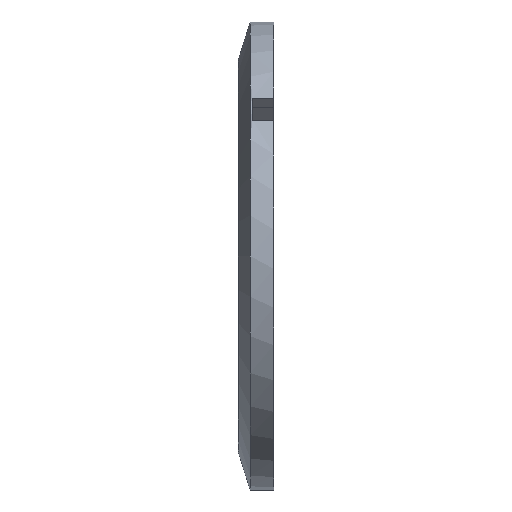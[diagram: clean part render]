
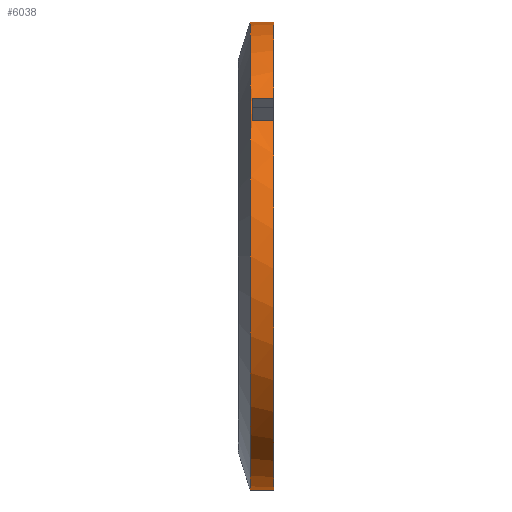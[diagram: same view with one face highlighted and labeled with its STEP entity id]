
A CAD part, left-side view. The second image highlights one B-rep face of the part: STEP entity #6038.
In plain terms, the highlighted cylindrical face has radius 100 mm (diameter 200 mm), a partial arc.
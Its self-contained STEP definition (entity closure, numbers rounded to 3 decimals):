
#172 = DIRECTION ( 'NONE',  ( 0., 1., 0. ) ) ;
#263 = EDGE_CURVE ( 'NONE', #4335, #8651, #9569, .T. ) ;
#497 = VECTOR ( 'NONE', #9150, 1000. ) ;
#522 = VERTEX_POINT ( 'NONE', #3191 ) ;
#778 = VECTOR ( 'NONE', #9246, 1000. ) ;
#921 = ORIENTED_EDGE ( 'NONE', *, *, #8012, .T. ) ;
#1042 = ORIENTED_EDGE ( 'NONE', *, *, #263, .T. ) ;
#1065 = CARTESIAN_POINT ( 'NONE',  ( 0., 10., 0. ) ) ;
#1427 = CYLINDRICAL_SURFACE ( 'NONE', #5633, 100. ) ;
#1471 = DIRECTION ( 'NONE',  ( 0., -1., 0. ) ) ;
#1667 = CARTESIAN_POINT ( 'NONE',  ( -73.821, 0., 67.457 ) ) ;
#1831 = LINE ( 'NONE', #4980, #497 ) ;
#2001 = CARTESIAN_POINT ( 'NONE',  ( 0., 0., 100. ) ) ;
#2658 = CARTESIAN_POINT ( 'NONE',  ( -81.409, 0., 58.074 ) ) ;
#2917 = DIRECTION ( 'NONE',  ( 0., 0., -1. ) ) ;
#3191 = CARTESIAN_POINT ( 'NONE',  ( 0., 0., -100. ) ) ;
#3236 = CARTESIAN_POINT ( 'NONE',  ( -73.821, 9., 67.457 ) ) ;
#3720 = CARTESIAN_POINT ( 'NONE',  ( 0., 10., -100. ) ) ;
#3813 = AXIS2_PLACEMENT_3D ( 'NONE', #6030, #6861, #8020 ) ;
#4170 = CARTESIAN_POINT ( 'NONE',  ( -73.821, 0., 67.457 ) ) ;
#4228 = VERTEX_POINT ( 'NONE', #3720 ) ;
#4255 = AXIS2_PLACEMENT_3D ( 'NONE', #11375, #172, #11514 ) ;
#4335 = VERTEX_POINT ( 'NONE', #3236 ) ;
#4475 = CIRCLE ( 'NONE', #3813, 100. ) ;
#4513 = FACE_OUTER_BOUND ( 'NONE', #5656, .T. ) ;
#4524 = CARTESIAN_POINT ( 'NONE',  ( 0., 0., -100. ) ) ;
#4558 = DIRECTION ( 'NONE',  ( 0., 0., -1. ) ) ;
#4709 = DIRECTION ( 'NONE',  ( 0., -1., 0. ) ) ;
#4756 = AXIS2_PLACEMENT_3D ( 'NONE', #7692, #1471, #4558 ) ;
#4947 = ORIENTED_EDGE ( 'NONE', *, *, #13173, .F. ) ;
#4980 = CARTESIAN_POINT ( 'NONE',  ( -81.409, 0., 58.074 ) ) ;
#5125 = CIRCLE ( 'NONE', #4255, 100. ) ;
#5258 = VERTEX_POINT ( 'NONE', #8301 ) ;
#5486 = ORIENTED_EDGE ( 'NONE', *, *, #12025, .T. ) ;
#5611 = CARTESIAN_POINT ( 'NONE',  ( -81.409, 9., 58.074 ) ) ;
#5633 = AXIS2_PLACEMENT_3D ( 'NONE', #9893, #4709, #9708 ) ;
#5636 = ORIENTED_EDGE ( 'NONE', *, *, #6290, .F. ) ;
#5656 = EDGE_LOOP ( 'NONE', ( #4947, #5820, #5486, #5636, #921, #5693, #1042, #9899 ) ) ;
#5693 = ORIENTED_EDGE ( 'NONE', *, *, #10420, .T. ) ;
#5721 = VERTEX_POINT ( 'NONE', #2658 ) ;
#5735 = CARTESIAN_POINT ( 'NONE',  ( 0., 0., 100. ) ) ;
#5820 = ORIENTED_EDGE ( 'NONE', *, *, #12394, .T. ) ;
#6030 = CARTESIAN_POINT ( 'NONE',  ( 0., 0., 0. ) ) ;
#6038 = ADVANCED_FACE ( 'NONE', ( #4513 ), #1427, .T. ) ;
#6290 = EDGE_CURVE ( 'NONE', #5721, #522, #10653, .T. ) ;
#6502 = VECTOR ( 'NONE', #8545, 1000. ) ;
#6646 = VERTEX_POINT ( 'NONE', #5735 ) ;
#6861 = DIRECTION ( 'NONE',  ( 0., -1., 0. ) ) ;
#7665 = VERTEX_POINT ( 'NONE', #5611 ) ;
#7692 = CARTESIAN_POINT ( 'NONE',  ( 0., 0., 0. ) ) ;
#7791 = LINE ( 'NONE', #4524, #11466 ) ;
#8012 = EDGE_CURVE ( 'NONE', #5721, #7665, #1831, .T. ) ;
#8020 = DIRECTION ( 'NONE',  ( 0., 0., -1. ) ) ;
#8301 = CARTESIAN_POINT ( 'NONE',  ( 0., 10., 100. ) ) ;
#8545 = DIRECTION ( 'NONE',  ( 0., -1., 0. ) ) ;
#8651 = VERTEX_POINT ( 'NONE', #1667 ) ;
#9150 = DIRECTION ( 'NONE',  ( 0., 1., 0. ) ) ;
#9246 = DIRECTION ( 'NONE',  ( 0., -1., 0. ) ) ;
#9523 = CIRCLE ( 'NONE', #12347, 100. ) ;
#9569 = LINE ( 'NONE', #4170, #6502 ) ;
#9708 = DIRECTION ( 'NONE',  ( 0., 0., -1. ) ) ;
#9841 = DIRECTION ( 'NONE',  ( 0., -1., 0. ) ) ;
#9893 = CARTESIAN_POINT ( 'NONE',  ( 0., 0., 0. ) ) ;
#9899 = ORIENTED_EDGE ( 'NONE', *, *, #10628, .F. ) ;
#10420 = EDGE_CURVE ( 'NONE', #7665, #4335, #5125, .T. ) ;
#10628 = EDGE_CURVE ( 'NONE', #6646, #8651, #4475, .T. ) ;
#10653 = CIRCLE ( 'NONE', #4756, 100. ) ;
#11375 = CARTESIAN_POINT ( 'NONE',  ( 0., 9., 0. ) ) ;
#11466 = VECTOR ( 'NONE', #9841, 1000. ) ;
#11514 = DIRECTION ( 'NONE',  ( 0., 0., 1. ) ) ;
#12025 = EDGE_CURVE ( 'NONE', #4228, #522, #7791, .T. ) ;
#12115 = LINE ( 'NONE', #2001, #778 ) ;
#12347 = AXIS2_PLACEMENT_3D ( 'NONE', #1065, #13427, #2917 ) ;
#12394 = EDGE_CURVE ( 'NONE', #5258, #4228, #9523, .T. ) ;
#13173 = EDGE_CURVE ( 'NONE', #5258, #6646, #12115, .T. ) ;
#13427 = DIRECTION ( 'NONE',  ( 0., -1., 0. ) ) ;
